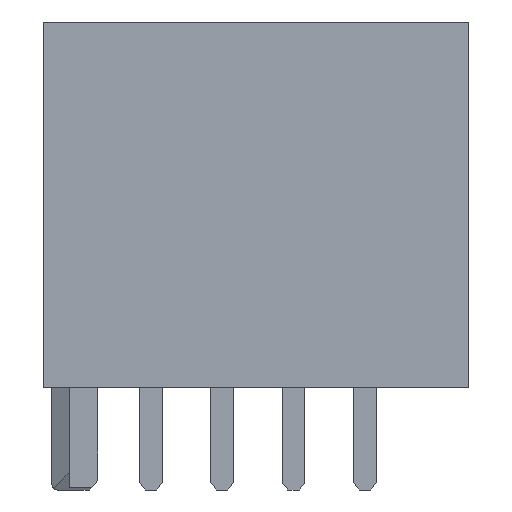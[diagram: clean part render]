
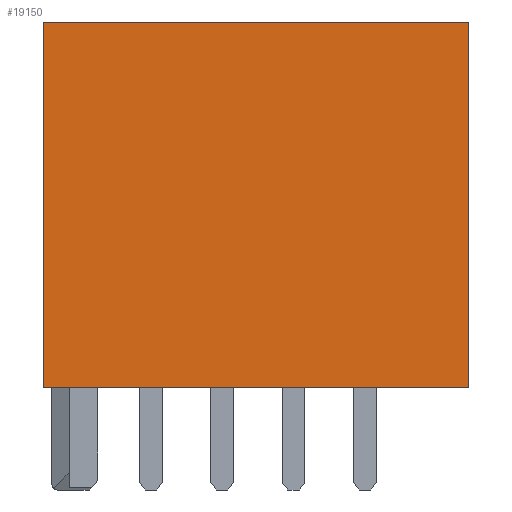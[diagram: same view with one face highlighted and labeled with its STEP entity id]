
A CAD part, left-side view. The second image highlights one B-rep face of the part: STEP entity #19150.
In plain terms, the highlighted planar face has unit normal (-1, 0, 0).
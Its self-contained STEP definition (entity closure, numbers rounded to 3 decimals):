
#2493=ORIENTED_EDGE('',*,*,#5721,.F.);
#2494=ORIENTED_EDGE('',*,*,#5861,.F.);
#2495=ORIENTED_EDGE('',*,*,#5730,.F.);
#2496=ORIENTED_EDGE('',*,*,#5713,.F.);
#5713=EDGE_CURVE('',#7480,#7481,#9078,.T.);
#5721=EDGE_CURVE('',#7486,#7480,#9086,.T.);
#5730=EDGE_CURVE('',#7481,#7491,#9095,.T.);
#5861=EDGE_CURVE('',#7491,#7486,#9226,.T.);
#7480=VERTEX_POINT('',#26592);
#7481=VERTEX_POINT('',#26594);
#7486=VERTEX_POINT('',#26608);
#7491=VERTEX_POINT('',#26629);
#9078=LINE('',#26593,#11051);
#9086=LINE('',#26609,#11059);
#9095=LINE('',#26628,#11068);
#9226=LINE('',#26867,#11199);
#11051=VECTOR('',#22351,1000.);
#11059=VECTOR('',#22363,1000.);
#11068=VECTOR('',#22384,1000.);
#11199=VECTOR('',#22637,1000.);
#12155=EDGE_LOOP('',(#2493,#2494,#2495,#2496));
#12900=FACE_BOUND('',#12155,.T.);
#13593=PLANE('',#19929);
#19150=ADVANCED_FACE('',(#12900),#13593,.F.);
#19929=AXIS2_PLACEMENT_3D('',#26866,#22635,#22636);
#22351=DIRECTION('',(0.,1.,0.));
#22363=DIRECTION('',(0.,0.,-1.));
#22384=DIRECTION('',(0.,0.,1.));
#22635=DIRECTION('',(1.,0.,0.));
#22636=DIRECTION('',(0.,0.,1.));
#22637=DIRECTION('',(0.,-1.,0.));
#26592=CARTESIAN_POINT('',(-16.,-7.45,-6.4));
#26593=CARTESIAN_POINT('',(-16.,-7.45,-6.4));
#26594=CARTESIAN_POINT('',(-16.,7.45,-6.4));
#26608=CARTESIAN_POINT('',(-16.,-7.45,6.4));
#26609=CARTESIAN_POINT('',(-16.,-7.45,6.4));
#26628=CARTESIAN_POINT('',(-16.,7.45,-6.4));
#26629=CARTESIAN_POINT('',(-16.,7.45,6.4));
#26866=CARTESIAN_POINT('',(-16.,0.,0.));
#26867=CARTESIAN_POINT('',(-16.,7.45,6.4));
